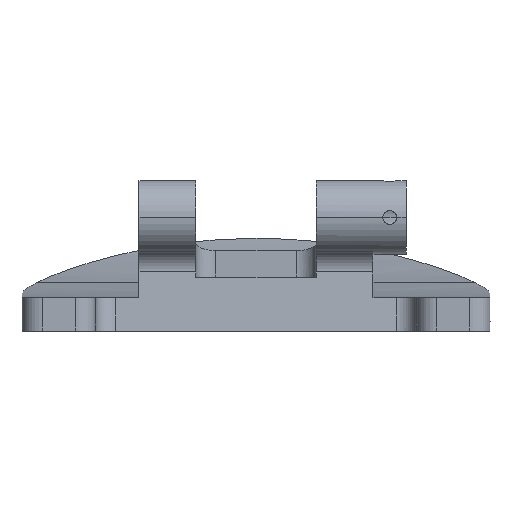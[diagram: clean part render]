
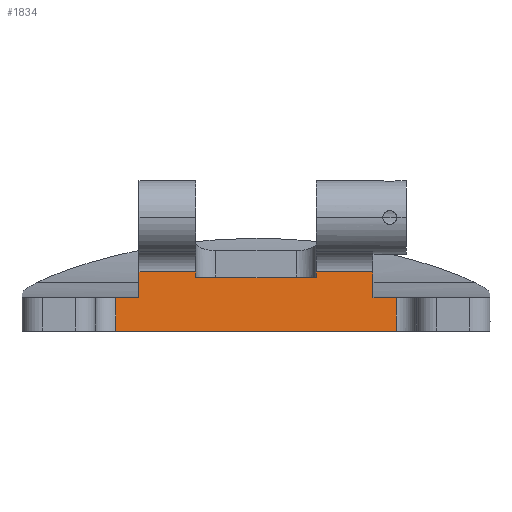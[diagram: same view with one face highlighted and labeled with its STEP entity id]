
A CAD part, top view. The second image highlights one B-rep face of the part: STEP entity #1834.
In plain terms, the highlighted planar face has unit normal (0, 0.087, 0.996).
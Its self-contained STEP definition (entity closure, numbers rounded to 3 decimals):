
#21 = VERTEX_POINT ( 'NONE', #714 ) ;
#25 = EDGE_CURVE ( 'NONE', #76, #21, #1602, .T. ) ;
#76 = VERTEX_POINT ( 'NONE', #359 ) ;
#80 = DIRECTION ( 'NONE',  ( 1., 0., 0. ) ) ;
#88 = LINE ( 'NONE', #1360, #1570 ) ;
#120 = ORIENTED_EDGE ( 'NONE', *, *, #2031, .T. ) ;
#198 = ORIENTED_EDGE ( 'NONE', *, *, #2082, .F. ) ;
#258 = LINE ( 'NONE', #747, #1103 ) ;
#267 = ORIENTED_EDGE ( 'NONE', *, *, #1272, .T. ) ;
#303 = CARTESIAN_POINT ( 'NONE',  ( -9., 15.378, 15.208 ) ) ;
#320 = ORIENTED_EDGE ( 'NONE', *, *, #25, .T. ) ;
#325 = LINE ( 'NONE', #358, #985 ) ;
#328 = LINE ( 'NONE', #1780, #1681 ) ;
#337 = DIRECTION ( 'NONE',  ( 1., 0., 0. ) ) ;
#347 = LINE ( 'NONE', #893, #2303 ) ;
#358 = CARTESIAN_POINT ( 'NONE',  ( -21., 15.378, 15.208 ) ) ;
#359 = CARTESIAN_POINT ( 'NONE',  ( -21., 6.515, 15.983 ) ) ;
#396 = CARTESIAN_POINT ( 'NONE',  ( -21., 11.515, 15.546 ) ) ;
#409 = DIRECTION ( 'NONE',  ( 0., 0.996, -0.087 ) ) ;
#468 = VECTOR ( 'NONE', #409, 1000. ) ;
#556 = CARTESIAN_POINT ( 'NONE',  ( -9., 14.515, 15.284 ) ) ;
#586 = AXIS2_PLACEMENT_3D ( 'NONE', #1578, #805, #1718 ) ;
#604 = DIRECTION ( 'NONE',  ( 0., -0.996, 0.087 ) ) ;
#625 = EDGE_CURVE ( 'NONE', #2003, #1373, #1849, .T. ) ;
#627 = ORIENTED_EDGE ( 'NONE', *, *, #843, .F. ) ;
#671 = DIRECTION ( 'NONE',  ( 0., -0.996, 0.087 ) ) ;
#693 = VERTEX_POINT ( 'NONE', #1321 ) ;
#714 = CARTESIAN_POINT ( 'NONE',  ( 21., 6.515, 15.983 ) ) ;
#747 = CARTESIAN_POINT ( 'NONE',  ( -17.5, 15.378, 15.208 ) ) ;
#805 = DIRECTION ( 'NONE',  ( 0., -0.087, -0.996 ) ) ;
#825 = ORIENTED_EDGE ( 'NONE', *, *, #1655, .F. ) ;
#833 = VECTOR ( 'NONE', #1031, 1000. ) ;
#838 = DIRECTION ( 'NONE',  ( 0., 0.996, -0.087 ) ) ;
#843 = EDGE_CURVE ( 'NONE', #2003, #1748, #1032, .T. ) ;
#857 = FACE_OUTER_BOUND ( 'NONE', #1825, .T. ) ;
#858 = VERTEX_POINT ( 'NONE', #1422 ) ;
#893 = CARTESIAN_POINT ( 'NONE',  ( 0., 14.515, 15.284 ) ) ;
#961 = ORIENTED_EDGE ( 'NONE', *, *, #1209, .F. ) ;
#963 = CARTESIAN_POINT ( 'NONE',  ( 35., 6.515, 15.983 ) ) ;
#985 = VECTOR ( 'NONE', #1083, 1000. ) ;
#1013 = VERTEX_POINT ( 'NONE', #556 ) ;
#1016 = CARTESIAN_POINT ( 'NONE',  ( -127.475, 11.515, 15.546 ) ) ;
#1031 = DIRECTION ( 'NONE',  ( -1., 0., 0. ) ) ;
#1032 = LINE ( 'NONE', #1750, #2226 ) ;
#1083 = DIRECTION ( 'NONE',  ( 0., -0.996, 0.087 ) ) ;
#1097 = CARTESIAN_POINT ( 'NONE',  ( 17.5, 15.378, 15.208 ) ) ;
#1103 = VECTOR ( 'NONE', #604, 1000. ) ;
#1112 = ORIENTED_EDGE ( 'NONE', *, *, #1970, .T. ) ;
#1209 = EDGE_CURVE ( 'NONE', #2212, #1373, #1675, .T. ) ;
#1272 = EDGE_CURVE ( 'NONE', #21, #858, #1525, .T. ) ;
#1293 = ORIENTED_EDGE ( 'NONE', *, *, #1343, .T. ) ;
#1308 = LINE ( 'NONE', #2028, #1587 ) ;
#1321 = CARTESIAN_POINT ( 'NONE',  ( -17.5, 15.378, 15.208 ) ) ;
#1343 = EDGE_CURVE ( 'NONE', #1792, #693, #88, .T. ) ;
#1360 = CARTESIAN_POINT ( 'NONE',  ( 35., 15.378, 15.208 ) ) ;
#1373 = VERTEX_POINT ( 'NONE', #2124 ) ;
#1394 = DIRECTION ( 'NONE',  ( -1., 0., 0. ) ) ;
#1406 = VERTEX_POINT ( 'NONE', #1620 ) ;
#1422 = CARTESIAN_POINT ( 'NONE',  ( 21., 11.515, 15.546 ) ) ;
#1469 = VERTEX_POINT ( 'NONE', #396 ) ;
#1515 = ORIENTED_EDGE ( 'NONE', *, *, #1893, .F. ) ;
#1525 = LINE ( 'NONE', #1736, #2247 ) ;
#1526 = ORIENTED_EDGE ( 'NONE', *, *, #625, .T. ) ;
#1567 = PLANE ( 'NONE',  #586 ) ;
#1570 = VECTOR ( 'NONE', #1394, 1000. ) ;
#1574 = ORIENTED_EDGE ( 'NONE', *, *, #2183, .T. ) ;
#1578 = CARTESIAN_POINT ( 'NONE',  ( 35., 15.378, 15.208 ) ) ;
#1587 = VECTOR ( 'NONE', #80, 1000. ) ;
#1602 = LINE ( 'NONE', #963, #2155 ) ;
#1620 = CARTESIAN_POINT ( 'NONE',  ( -17.5, 11.515, 15.546 ) ) ;
#1655 = EDGE_CURVE ( 'NONE', #1792, #1013, #328, .T. ) ;
#1675 = LINE ( 'NONE', #2017, #468 ) ;
#1681 = VECTOR ( 'NONE', #2123, 1000. ) ;
#1704 = VECTOR ( 'NONE', #1881, 1000. ) ;
#1718 = DIRECTION ( 'NONE',  ( 0., 0.996, -0.087 ) ) ;
#1736 = CARTESIAN_POINT ( 'NONE',  ( 21., 11.515, 15.546 ) ) ;
#1739 = CARTESIAN_POINT ( 'NONE',  ( 9., 14.515, 15.284 ) ) ;
#1748 = VERTEX_POINT ( 'NONE', #2073 ) ;
#1750 = CARTESIAN_POINT ( 'NONE',  ( 17.5, 15.378, 15.208 ) ) ;
#1780 = CARTESIAN_POINT ( 'NONE',  ( -9., 15.378, 15.208 ) ) ;
#1791 = DIRECTION ( 'NONE',  ( 1., 0., 0. ) ) ;
#1792 = VERTEX_POINT ( 'NONE', #303 ) ;
#1825 = EDGE_LOOP ( 'NONE', ( #320, #267, #1574, #627, #1526, #961, #1515, #825, #1293, #120, #198, #1112 ) ) ;
#1834 = ADVANCED_FACE ( 'NONE', ( #857 ), #1567, .F. ) ;
#1849 = LINE ( 'NONE', #2249, #1704 ) ;
#1880 = LINE ( 'NONE', #1016, #833 ) ;
#1881 = DIRECTION ( 'NONE',  ( -1., 0., 0. ) ) ;
#1893 = EDGE_CURVE ( 'NONE', #1013, #2212, #347, .T. ) ;
#1970 = EDGE_CURVE ( 'NONE', #1469, #76, #325, .T. ) ;
#2003 = VERTEX_POINT ( 'NONE', #1097 ) ;
#2017 = CARTESIAN_POINT ( 'NONE',  ( 9., 15.378, 15.208 ) ) ;
#2028 = CARTESIAN_POINT ( 'NONE',  ( 127.475, 11.515, 15.546 ) ) ;
#2031 = EDGE_CURVE ( 'NONE', #693, #1406, #258, .T. ) ;
#2073 = CARTESIAN_POINT ( 'NONE',  ( 17.5, 11.515, 15.546 ) ) ;
#2082 = EDGE_CURVE ( 'NONE', #1469, #1406, #1308, .T. ) ;
#2123 = DIRECTION ( 'NONE',  ( 0., -0.996, 0.087 ) ) ;
#2124 = CARTESIAN_POINT ( 'NONE',  ( 9., 15.378, 15.208 ) ) ;
#2155 = VECTOR ( 'NONE', #1791, 1000. ) ;
#2183 = EDGE_CURVE ( 'NONE', #858, #1748, #1880, .T. ) ;
#2212 = VERTEX_POINT ( 'NONE', #1739 ) ;
#2226 = VECTOR ( 'NONE', #671, 1000. ) ;
#2247 = VECTOR ( 'NONE', #838, 1000. ) ;
#2249 = CARTESIAN_POINT ( 'NONE',  ( 35., 15.378, 15.208 ) ) ;
#2303 = VECTOR ( 'NONE', #337, 1000. ) ;
